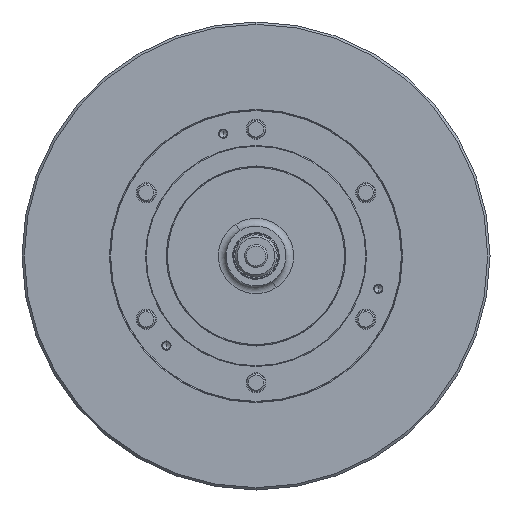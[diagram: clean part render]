
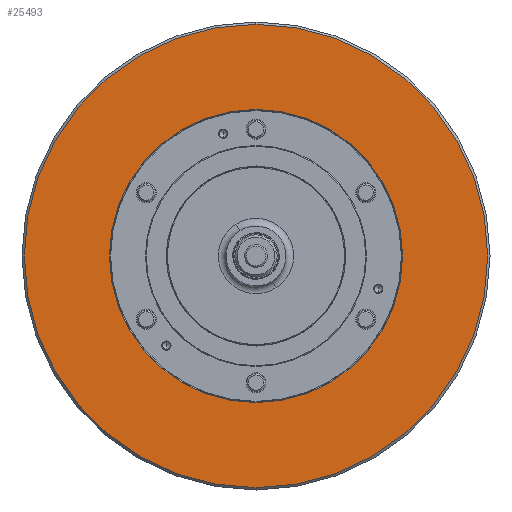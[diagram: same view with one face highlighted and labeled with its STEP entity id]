
A CAD part, left-side view. The second image highlights one B-rep face of the part: STEP entity #25493.
In plain terms, the highlighted planar face has unit normal (-1, 0, 0).
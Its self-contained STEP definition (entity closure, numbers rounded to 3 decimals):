
#1556 = AXIS2_PLACEMENT_3D ( 'NONE', #18682, #4368, #21078 ) ;
#2804 = EDGE_CURVE ( 'NONE', #21073, #26412, #18774, .T. ) ;
#4368 = DIRECTION ( 'NONE',  ( 1., 0., 0. ) ) ;
#4757 = EDGE_CURVE ( 'NONE', #25848, #13147, #18924, .T. ) ;
#5119 = ORIENTED_EDGE ( 'NONE', *, *, #5409, .T. ) ;
#5409 = EDGE_CURVE ( 'NONE', #26412, #21073, #26337, .T. ) ;
#5964 = ORIENTED_EDGE ( 'NONE', *, *, #4757, .T. ) ;
#8137 = CIRCLE ( 'NONE', #1556, 191. ) ;
#8217 = DIRECTION ( 'NONE',  ( 0., 0., 1. ) ) ;
#8810 = DIRECTION ( 'NONE',  ( 1., 0., 0. ) ) ;
#9852 = CARTESIAN_POINT ( 'NONE',  ( -125., 0., -302. ) ) ;
#10368 = CARTESIAN_POINT ( 'NONE',  ( -125., 0., 0. ) ) ;
#10458 = EDGE_LOOP ( 'NONE', ( #5119, #23297 ) ) ;
#12232 = EDGE_CURVE ( 'NONE', #13147, #25848, #8137, .T. ) ;
#12501 = DIRECTION ( 'NONE',  ( -1., 0., 0. ) ) ;
#12755 = DIRECTION ( 'NONE',  ( 0., 0., 1. ) ) ;
#13147 = VERTEX_POINT ( 'NONE', #25693 ) ;
#13771 = AXIS2_PLACEMENT_3D ( 'NONE', #23116, #8810, #25524 ) ;
#15291 = PLANE ( 'NONE',  #17744 ) ;
#15915 = ORIENTED_EDGE ( 'NONE', *, *, #12232, .T. ) ;
#17191 = CARTESIAN_POINT ( 'NONE',  ( -125., 0., -191. ) ) ;
#17432 = AXIS2_PLACEMENT_3D ( 'NONE', #10368, #27082, #12755 ) ;
#17551 = AXIS2_PLACEMENT_3D ( 'NONE', #26805, #12501, #29247 ) ;
#17744 = AXIS2_PLACEMENT_3D ( 'NONE', #24839, #22537, #8217 ) ;
#18682 = CARTESIAN_POINT ( 'NONE',  ( -125., 0., 0. ) ) ;
#18774 = CIRCLE ( 'NONE', #17551, 302. ) ;
#18924 = CIRCLE ( 'NONE', #13771, 191. ) ;
#19402 = CARTESIAN_POINT ( 'NONE',  ( -125., 0., 302. ) ) ;
#21073 = VERTEX_POINT ( 'NONE', #19402 ) ;
#21078 = DIRECTION ( 'NONE',  ( 0., 0., 1. ) ) ;
#22536 = FACE_BOUND ( 'NONE', #29999, .T. ) ;
#22537 = DIRECTION ( 'NONE',  ( -1., 0., 0. ) ) ;
#23116 = CARTESIAN_POINT ( 'NONE',  ( -125., 0., 0. ) ) ;
#23297 = ORIENTED_EDGE ( 'NONE', *, *, #2804, .T. ) ;
#24839 = CARTESIAN_POINT ( 'NONE',  ( -125., 305., 0. ) ) ;
#25493 = ADVANCED_FACE ( 'NONE', ( #22536, #28900 ), #15291, .T. ) ;
#25524 = DIRECTION ( 'NONE',  ( 0., 0., 1. ) ) ;
#25693 = CARTESIAN_POINT ( 'NONE',  ( -125., 0., 191. ) ) ;
#25848 = VERTEX_POINT ( 'NONE', #17191 ) ;
#26337 = CIRCLE ( 'NONE', #17432, 302. ) ;
#26412 = VERTEX_POINT ( 'NONE', #9852 ) ;
#26805 = CARTESIAN_POINT ( 'NONE',  ( -125., 0., 0. ) ) ;
#27082 = DIRECTION ( 'NONE',  ( -1., 0., 0. ) ) ;
#28900 = FACE_OUTER_BOUND ( 'NONE', #10458, .T. ) ;
#29247 = DIRECTION ( 'NONE',  ( 0., 0., 1. ) ) ;
#29999 = EDGE_LOOP ( 'NONE', ( #15915, #5964 ) ) ;
